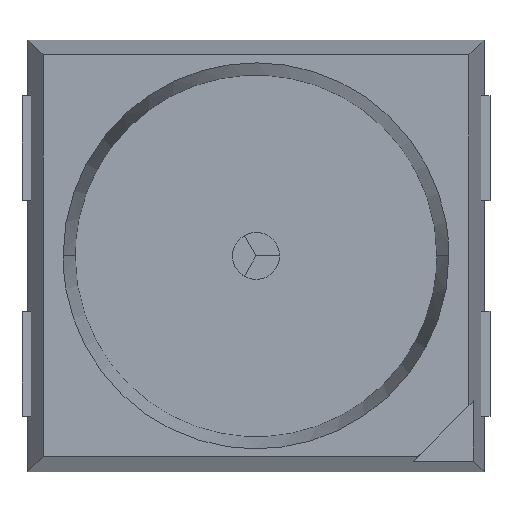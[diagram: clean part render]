
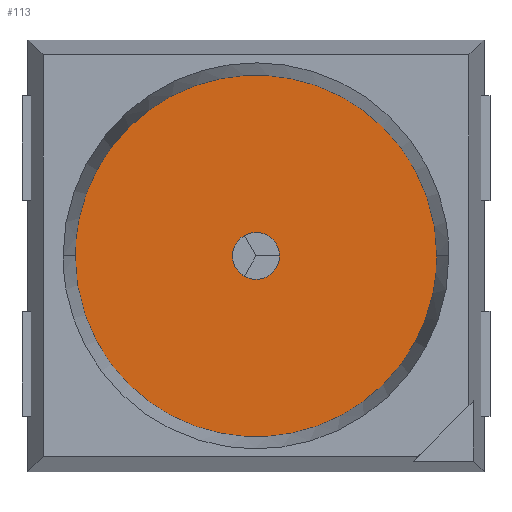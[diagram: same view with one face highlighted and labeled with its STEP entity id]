
A CAD part, top view. The second image highlights one B-rep face of the part: STEP entity #113.
In plain terms, the highlighted planar face has unit normal (0, 0, 1).
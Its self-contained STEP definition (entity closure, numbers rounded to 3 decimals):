
#113=ADVANCED_FACE('',(#167),#794,.T.);
#167=FACE_OUTER_BOUND('',#222,.T.);
#222=EDGE_LOOP('',(#320,#321));
#320=ORIENTED_EDGE('',*,*,#503,.T.);
#321=ORIENTED_EDGE('',*,*,#515,.T.);
#503=EDGE_CURVE('',#714,#721,#592,.T.);
#515=EDGE_CURVE('',#721,#714,#594,.T.);
#592=(
BOUNDED_CURVE()
B_SPLINE_CURVE(2,(#1040,#1041,#1042,#1043,#1044),.UNSPECIFIED.,.F.,.F.)
B_SPLINE_CURVE_WITH_KNOTS((3,2,3),(0.,1.571,3.142),
 .UNSPECIFIED.)
CURVE()
GEOMETRIC_REPRESENTATION_ITEM()
RATIONAL_B_SPLINE_CURVE((1.,0.707,1.,0.707,1.))
REPRESENTATION_ITEM('')
);
#594=(
BOUNDED_CURVE()
B_SPLINE_CURVE(2,(#1076,#1077,#1078,#1079,#1080),.UNSPECIFIED.,.F.,.F.)
B_SPLINE_CURVE_WITH_KNOTS((3,2,3),(3.142,4.712,6.283),
 .UNSPECIFIED.)
CURVE()
GEOMETRIC_REPRESENTATION_ITEM()
RATIONAL_B_SPLINE_CURVE((1.,0.707,1.,0.707,1.))
REPRESENTATION_ITEM('')
);
#714=VERTEX_POINT('',#985);
#721=VERTEX_POINT('',#992);
#794=PLANE('',#857);
#857=AXIS2_PLACEMENT_3D('',#959,#903,$);
#903=DIRECTION('',(0.,0.,1.));
#959=CARTESIAN_POINT('',(-1.467,1.467,0.377));
#985=CARTESIAN_POINT('',(1.467,0.,0.377));
#992=CARTESIAN_POINT('',(-1.467,0.,0.377));
#1040=CARTESIAN_POINT('',(1.467,0.,0.377));
#1041=CARTESIAN_POINT('',(1.467,1.467,0.377));
#1042=CARTESIAN_POINT('',(0.,1.467,0.377));
#1043=CARTESIAN_POINT('',(-1.467,1.467,0.377));
#1044=CARTESIAN_POINT('',(-1.467,0.,0.377));
#1076=CARTESIAN_POINT('',(-1.467,0.,0.377));
#1077=CARTESIAN_POINT('',(-1.467,-1.467,0.377));
#1078=CARTESIAN_POINT('',(0.,-1.467,0.377));
#1079=CARTESIAN_POINT('',(1.467,-1.467,0.377));
#1080=CARTESIAN_POINT('',(1.467,0.,0.377));
